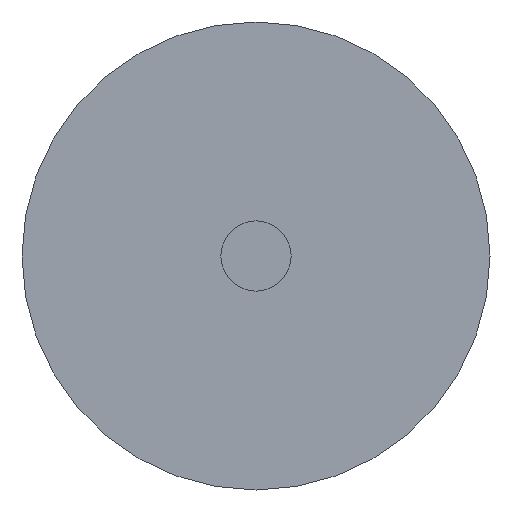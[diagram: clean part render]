
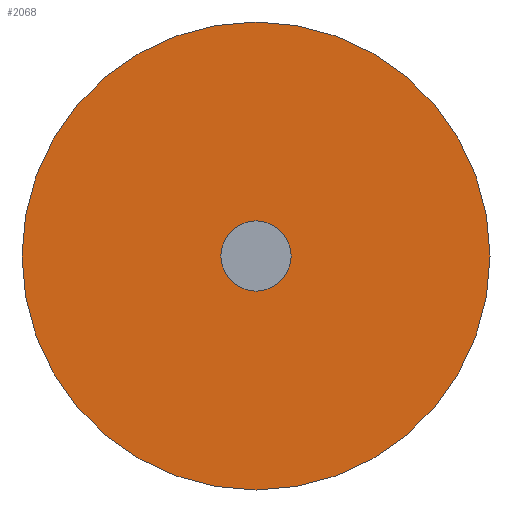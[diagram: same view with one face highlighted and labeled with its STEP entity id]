
A CAD part, front view. The second image highlights one B-rep face of the part: STEP entity #2068.
In plain terms, the highlighted planar face has unit normal (0, -1, 0).
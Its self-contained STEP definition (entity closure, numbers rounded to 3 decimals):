
#544 = CIRCLE ( 'NONE', #556, 50. ) ;
#546 = CARTESIAN_POINT ( 'NONE',  ( 0., 0., 0. ) ) ;
#553 = CARTESIAN_POINT ( 'NONE',  ( 0., 0., -50. ) ) ;
#556 = AXIS2_PLACEMENT_3D ( 'NONE', #546, #3084, #3081 ) ;
#574 = CARTESIAN_POINT ( 'NONE',  ( 0., 0., 0. ) ) ;
#579 = CARTESIAN_POINT ( 'NONE',  ( 0., 0., 0. ) ) ;
#583 = CIRCLE ( 'NONE', #589, 7.5 ) ;
#589 = AXIS2_PLACEMENT_3D ( 'NONE', #579, #614, #613 ) ;
#595 = DIRECTION ( 'NONE',  ( 0., 0., -1. ) ) ;
#596 = DIRECTION ( 'NONE',  ( 0., -1., 0. ) ) ;
#600 = AXIS2_PLACEMENT_3D ( 'NONE', #574, #596, #595 ) ;
#603 = CARTESIAN_POINT ( 'NONE',  ( 0., 0., -7.5 ) ) ;
#604 = FACE_OUTER_BOUND ( 'NONE', #2305, .T. ) ;
#606 = PLANE ( 'NONE',  #600 ) ;
#612 = FACE_BOUND ( 'NONE', #1997, .T. ) ;
#613 = DIRECTION ( 'NONE',  ( 0., 0., -1. ) ) ;
#614 = DIRECTION ( 'NONE',  ( 0., -1., 0. ) ) ;
#740 = DIRECTION ( 'NONE',  ( 0., 0., -1. ) ) ;
#741 = DIRECTION ( 'NONE',  ( 0., -1., 0. ) ) ;
#742 = CARTESIAN_POINT ( 'NONE',  ( 0., 0., 0. ) ) ;
#743 = AXIS2_PLACEMENT_3D ( 'NONE', #742, #741, #740 ) ;
#744 = CIRCLE ( 'NONE', #743, 50. ) ;
#1060 = CIRCLE ( 'NONE', #1066, 7.5 ) ;
#1066 = AXIS2_PLACEMENT_3D ( 'NONE', #1092, #1091, #1090 ) ;
#1090 = DIRECTION ( 'NONE',  ( 0., 0., -1. ) ) ;
#1091 = DIRECTION ( 'NONE',  ( 0., -1., 0. ) ) ;
#1092 = CARTESIAN_POINT ( 'NONE',  ( 0., 0., 0. ) ) ;
#1949 = VERTEX_POINT ( 'NONE', #3040 ) ;
#1952 = VERTEX_POINT ( 'NONE', #3014 ) ;
#1997 = EDGE_LOOP ( 'NONE', ( #2169, #2307 ) ) ;
#2041 = VERTEX_POINT ( 'NONE', #553 ) ;
#2046 = EDGE_CURVE ( 'NONE', #2041, #1949, #544, .T. ) ;
#2060 = EDGE_CURVE ( 'NONE', #1952, #2066, #583, .T. ) ;
#2066 = VERTEX_POINT ( 'NONE', #603 ) ;
#2068 = ADVANCED_FACE ( 'NONE', ( #612, #604 ), #606, .T. ) ;
#2147 = EDGE_CURVE ( 'NONE', #1949, #2041, #744, .T. ) ;
#2169 = ORIENTED_EDGE ( 'NONE', *, *, #2308, .F. ) ;
#2305 = EDGE_LOOP ( 'NONE', ( #2314, #2310 ) ) ;
#2307 = ORIENTED_EDGE ( 'NONE', *, *, #2060, .F. ) ;
#2308 = EDGE_CURVE ( 'NONE', #2066, #1952, #1060, .T. ) ;
#2310 = ORIENTED_EDGE ( 'NONE', *, *, #2147, .T. ) ;
#2314 = ORIENTED_EDGE ( 'NONE', *, *, #2046, .T. ) ;
#3014 = CARTESIAN_POINT ( 'NONE',  ( 0., 0., 7.5 ) ) ;
#3040 = CARTESIAN_POINT ( 'NONE',  ( 0., 0., 50. ) ) ;
#3081 = DIRECTION ( 'NONE',  ( 0., 0., -1. ) ) ;
#3084 = DIRECTION ( 'NONE',  ( 0., -1., 0. ) ) ;
